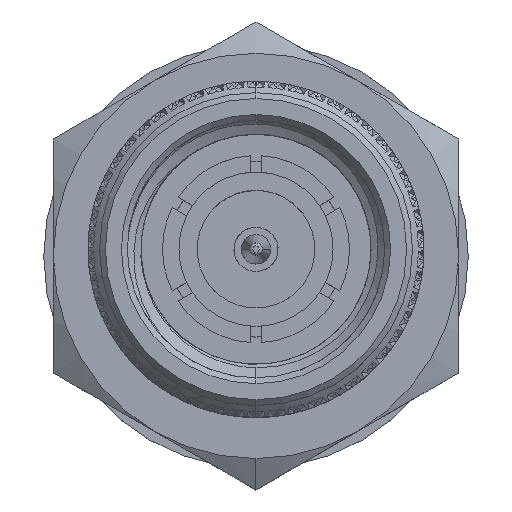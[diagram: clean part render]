
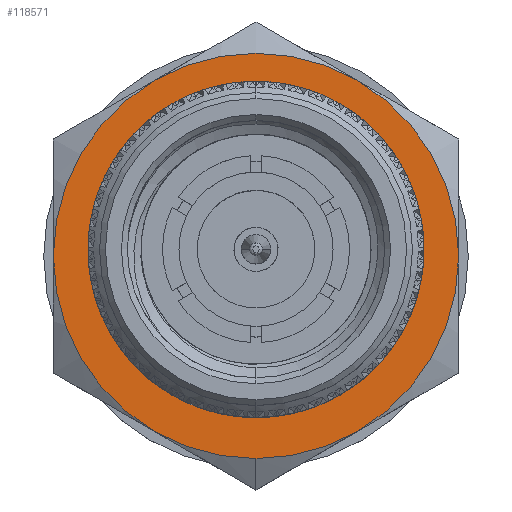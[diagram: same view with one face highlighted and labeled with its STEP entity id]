
A CAD part, top view. The second image highlights one B-rep face of the part: STEP entity #118571.
In plain terms, the highlighted face is planar.
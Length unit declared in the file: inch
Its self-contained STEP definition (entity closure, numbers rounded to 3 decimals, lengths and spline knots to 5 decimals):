
#1204 = VERTEX_POINT ( 'NONE', #38530 ) ;
#2384 = ORIENTED_EDGE ( 'NONE', *, *, #106041, .T. ) ;
#2670 = CIRCLE ( 'NONE', #32025, 0.34449 ) ;
#5714 = DIRECTION ( 'NONE',  ( 1., 0., 0. ) ) ;
#10644 = CARTESIAN_POINT ( 'NONE',  ( 0.8752, 0., 0. ) ) ;
#12641 = CIRCLE ( 'NONE', #35742, 0.34449 ) ;
#13227 = DIRECTION ( 'NONE',  ( 0., 1., 0. ) ) ;
#14346 = CARTESIAN_POINT ( 'NONE',  ( 0.8752, -0.25, 0. ) ) ;
#15136 = CIRCLE ( 'NONE', #94938, 0.34449 ) ;
#15294 = CARTESIAN_POINT ( 'NONE',  ( 0.8752, 0., 0. ) ) ;
#15554 = CARTESIAN_POINT ( 'NONE',  ( 0.8752, 0., 0. ) ) ;
#18349 = ORIENTED_EDGE ( 'NONE', *, *, #56223, .T. ) ;
#19333 = AXIS2_PLACEMENT_3D ( 'NONE', #63178, #103321, #13227 ) ;
#22547 = CARTESIAN_POINT ( 'NONE',  ( 0.8752, 0.25, 0. ) ) ;
#25274 = AXIS2_PLACEMENT_3D ( 'NONE', #10644, #61212, #129079 ) ;
#25430 = EDGE_CURVE ( 'NONE', #70802, #44651, #75174, .T. ) ;
#25841 = VERTEX_POINT ( 'NONE', #128797 ) ;
#27129 = CARTESIAN_POINT ( 'NONE',  ( 0.8752, 0.34022, 0. ) ) ;
#28350 = AXIS2_PLACEMENT_3D ( 'NONE', #15554, #5714, #114897 ) ;
#28614 = DIRECTION ( 'NONE',  ( 1., 0., 0. ) ) ;
#29455 = ORIENTED_EDGE ( 'NONE', *, *, #98647, .T. ) ;
#29497 = AXIS2_PLACEMENT_3D ( 'NONE', #27129, #127782, #66530 ) ;
#30232 = CARTESIAN_POINT ( 'NONE',  ( 0.8752, 0., 0. ) ) ;
#32025 = AXIS2_PLACEMENT_3D ( 'NONE', #30232, #39428, #99947 ) ;
#33836 = ORIENTED_EDGE ( 'NONE', *, *, #40297, .T. ) ;
#35742 = AXIS2_PLACEMENT_3D ( 'NONE', #47035, #87215, #46150 ) ;
#37082 = ORIENTED_EDGE ( 'NONE', *, *, #25430, .F. ) ;
#38530 = CARTESIAN_POINT ( 'NONE',  ( 0.8752, 0.34449, 0. ) ) ;
#38862 = EDGE_CURVE ( 'NONE', #68563, #50706, #15136, .T. ) ;
#39428 = DIRECTION ( 'NONE',  ( 1., 0., 0. ) ) ;
#40078 = CIRCLE ( 'NONE', #113639, 0.34449 ) ;
#40297 = EDGE_CURVE ( 'NONE', #118133, #68563, #78203, .T. ) ;
#41377 = ORIENTED_EDGE ( 'NONE', *, *, #127395, .T. ) ;
#44195 = CIRCLE ( 'NONE', #25274, 0.34449 ) ;
#44651 = VERTEX_POINT ( 'NONE', #14346 ) ;
#45492 = DIRECTION ( 'NONE',  ( 1., 0., 0. ) ) ;
#46150 = DIRECTION ( 'NONE',  ( 0., 1., 0. ) ) ;
#47035 = CARTESIAN_POINT ( 'NONE',  ( 0.8752, 0., 0. ) ) ;
#47337 = DIRECTION ( 'NONE',  ( 0., 1., 0. ) ) ;
#50706 = VERTEX_POINT ( 'NONE', #57323 ) ;
#50727 = CARTESIAN_POINT ( 'NONE',  ( 0.8752, 0., 0.34449 ) ) ;
#56223 = EDGE_CURVE ( 'NONE', #122300, #85948, #108144, .T. ) ;
#57323 = CARTESIAN_POINT ( 'NONE',  ( 0.8752, 0., -0.34449 ) ) ;
#61132 = ORIENTED_EDGE ( 'NONE', *, *, #95063, .F. ) ;
#61212 = DIRECTION ( 'NONE',  ( 1., 0., 0. ) ) ;
#63178 = CARTESIAN_POINT ( 'NONE',  ( 0.8752, 0., 0. ) ) ;
#66530 = DIRECTION ( 'NONE',  ( 0., -1., 0. ) ) ;
#68563 = VERTEX_POINT ( 'NONE', #111409 ) ;
#68874 = CARTESIAN_POINT ( 'NONE',  ( 0.8752, 0.29834, 0.17224 ) ) ;
#70802 = VERTEX_POINT ( 'NONE', #22547 ) ;
#74700 = DIRECTION ( 'NONE',  ( 1., 0., 0. ) ) ;
#75174 = CIRCLE ( 'NONE', #106648, 0.25 ) ;
#78027 = EDGE_LOOP ( 'NONE', ( #61132, #37082 ) ) ;
#78203 = CIRCLE ( 'NONE', #19333, 0.34449 ) ;
#80208 = EDGE_LOOP ( 'NONE', ( #41377, #29455, #18349, #2384, #33836, #106031, #120536 ) ) ;
#84400 = FACE_BOUND ( 'NONE', #78027, .T. ) ;
#84918 = CARTESIAN_POINT ( 'NONE',  ( 0.8752, 0., 0. ) ) ;
#85948 = VERTEX_POINT ( 'NONE', #50727 ) ;
#86347 = PLANE ( 'NONE',  #29497 ) ;
#87202 = DIRECTION ( 'NONE',  ( 0., 1., 0. ) ) ;
#87215 = DIRECTION ( 'NONE',  ( 1., 0., 0. ) ) ;
#88248 = CIRCLE ( 'NONE', #121762, 0.25 ) ;
#93836 = DIRECTION ( 'NONE',  ( 0., 1., 0. ) ) ;
#94938 = AXIS2_PLACEMENT_3D ( 'NONE', #106251, #28614, #87202 ) ;
#95063 = EDGE_CURVE ( 'NONE', #44651, #70802, #88248, .T. ) ;
#97366 = DIRECTION ( 'NONE',  ( 1., 0., 0. ) ) ;
#98647 = EDGE_CURVE ( 'NONE', #1204, #122300, #12641, .T. ) ;
#99947 = DIRECTION ( 'NONE',  ( 0., 1., 0. ) ) ;
#103321 = DIRECTION ( 'NONE',  ( 1., 0., 0. ) ) ;
#106031 = ORIENTED_EDGE ( 'NONE', *, *, #38862, .T. ) ;
#106041 = EDGE_CURVE ( 'NONE', #85948, #118133, #2670, .T. ) ;
#106251 = CARTESIAN_POINT ( 'NONE',  ( 0.8752, 0., 0. ) ) ;
#106648 = AXIS2_PLACEMENT_3D ( 'NONE', #84918, #97366, #47337 ) ;
#108144 = CIRCLE ( 'NONE', #28350, 0.34449 ) ;
#109780 = CARTESIAN_POINT ( 'NONE',  ( 0.8752, -0.29834, 0.17224 ) ) ;
#111409 = CARTESIAN_POINT ( 'NONE',  ( 0.8752, -0.29834, -0.17224 ) ) ;
#113639 = AXIS2_PLACEMENT_3D ( 'NONE', #15294, #45492, #128406 ) ;
#114012 = FACE_OUTER_BOUND ( 'NONE', #80208, .T. ) ;
#114897 = DIRECTION ( 'NONE',  ( 0., 1., 0. ) ) ;
#118133 = VERTEX_POINT ( 'NONE', #109780 ) ;
#118571 = ADVANCED_FACE ( 'NONE', ( #114012, #84400 ), #86347, .T. ) ;
#118710 = EDGE_CURVE ( 'NONE', #50706, #25841, #44195, .T. ) ;
#120536 = ORIENTED_EDGE ( 'NONE', *, *, #118710, .T. ) ;
#121762 = AXIS2_PLACEMENT_3D ( 'NONE', #124751, #74700, #93836 ) ;
#122300 = VERTEX_POINT ( 'NONE', #68874 ) ;
#124751 = CARTESIAN_POINT ( 'NONE',  ( 0.8752, 0., 0. ) ) ;
#127395 = EDGE_CURVE ( 'NONE', #25841, #1204, #40078, .T. ) ;
#127782 = DIRECTION ( 'NONE',  ( 1., 0., 0. ) ) ;
#128406 = DIRECTION ( 'NONE',  ( 0., 1., 0. ) ) ;
#128797 = CARTESIAN_POINT ( 'NONE',  ( 0.8752, 0.29834, -0.17224 ) ) ;
#129079 = DIRECTION ( 'NONE',  ( 0., 1., 0. ) ) ;
